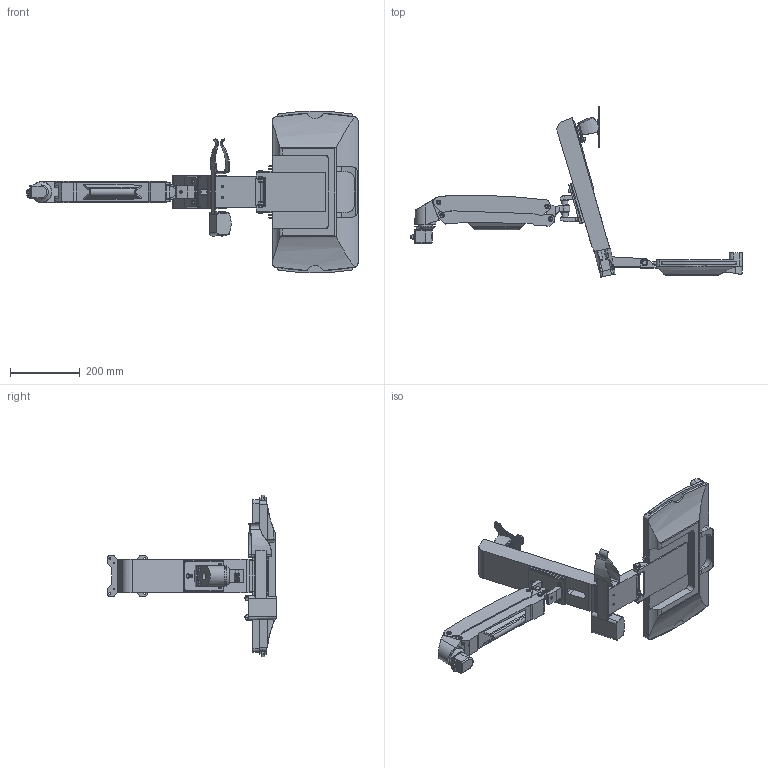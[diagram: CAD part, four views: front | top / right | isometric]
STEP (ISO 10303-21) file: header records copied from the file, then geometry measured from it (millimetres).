
FILE_DESCRIPTION(('FreeCAD Model'),'2;1');
FILE_NAME('Open CASCADE Shape Model','2024-04-03T11:12:43',(''),(''), 'Open CASCADE STEP processor 7.6','FreeCAD','Unknown');
FILE_SCHEMA(('AUTOMOTIVE_DESIGN { 1 0 10303 214 1 1 1 1 }'));
Length unit declared in the file: millimetre
Products named in the file (11): STI8-BE4C; 6MHM75100S40IT_3; 6MHM75100S40IT_8; 6MHM75100S40IT_7; 6MHM75100S40IT_10; 6MHM75100S40IT_9; 6MHM75100S40IT_6; 6MHM75100S40IT_5; 6MHM75100S40IT_4; 6MHM75100S40IT_2; 6MHM75100S40IT_1
Assembly tree (10 placements, depth 2):
  STI8-BE4C
    6MHM75100S40IT_3
    6MHM75100S40IT_8
    6MHM75100S40IT_7
    6MHM75100S40IT_10
    6MHM75100S40IT_9
    6MHM75100S40IT_6
    6MHM75100S40IT_5
    6MHM75100S40IT_4
    6MHM75100S40IT_2
    6MHM75100S40IT_1
Bounding box: 949.8 x 486.32 x 462.14 mm (x, y, z)
Volume: 6373247.8 mm3; surface area: 1295305.1 mm2
Topology: 10 solids, 10 shells, 1413 faces, 3722 edges, 2452 vertices
Faces by surface type: plane 783, cylinder 527, cone 58, torus 39, revolution 5, sphere 1
Full cylindrical faces by diameter (mm): 4 x3, 4.5 x8, 5 x5, 5.05 x1, 6 x4, 7 x3, 8 x34, 8.1 x2, 9 x1, 10 x7, 10.581 x1, 12 x13, 12.3 x3, 12.5 x4, 13 x7, 17.382 x1, 17.594 x1, 18 x11, 19 x7, 19.956 x3, 22 x2, 24 x2, 28 x1, 50 x1, 59 x1
Entity records: 104812 total; most frequent: CARTESIAN_POINT 29559, DIRECTION 14209, LINE 7797, VECTOR 7797, ORIENTED_EDGE 7442, PCURVE 7442, DEFINITIONAL_REPRESENTATION 7442, EDGE_CURVE 3721
